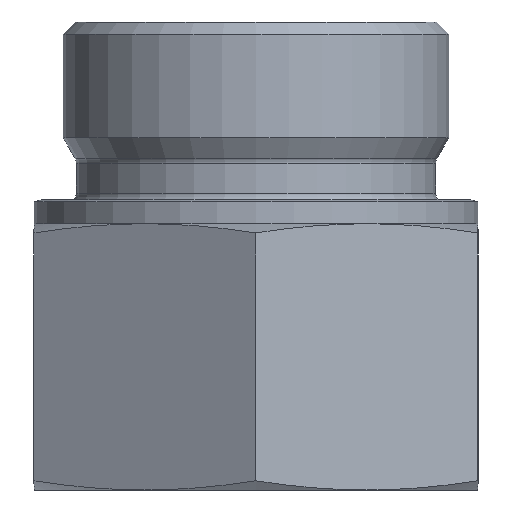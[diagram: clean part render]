
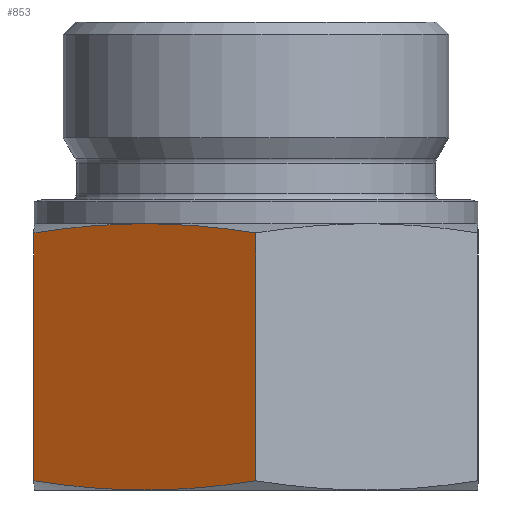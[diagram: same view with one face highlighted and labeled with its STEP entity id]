
A CAD part, front view. The second image highlights one B-rep face of the part: STEP entity #853.
In plain terms, the highlighted planar face has unit normal (-0.501, -0.866, 0).
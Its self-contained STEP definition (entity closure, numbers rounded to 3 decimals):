
#161=CARTESIAN_POINT('',(-27.516,-15.849,1.14));
#162=VERTEX_POINT('',#161);
#163=CARTESIAN_POINT('',(-13.774,-23.802,0.0));
#164=VERTEX_POINT('',#163);
#165=CARTESIAN_POINT('',(-27.516,-15.849,1.14));
#166=CARTESIAN_POINT('',(-20.152,-20.111,0.));
#167=CARTESIAN_POINT('',(-13.774,-23.802,0.0));
#175=(BOUNDED_CURVE()B_SPLINE_CURVE(2,(#165,#166,#167),.UNSPECIFIED.,.F.,.U.)B_SPLINE_CURVE_WITH_KNOTS((3,3),(0.033,1.63),.UNSPECIFIED.)CURVE()GEOMETRIC_REPRESENTATION_ITEM()RATIONAL_B_SPLINE_CURVE((1.002,1.039,1.0))REPRESENTATION_ITEM(''));
#176=EDGE_CURVE('',#162,#164,#175,.T.);
#208=CARTESIAN_POINT('',(-0.032,-31.754,1.14));
#209=VERTEX_POINT('',#208);
#225=CARTESIAN_POINT('',(-13.774,-23.802,0.0));
#226=CARTESIAN_POINT('',(-7.396,-27.493,0.));
#227=CARTESIAN_POINT('',(-0.032,-31.754,1.14));
#235=(BOUNDED_CURVE()B_SPLINE_CURVE(2,(#225,#226,#227),.UNSPECIFIED.,.F.,.U.)B_SPLINE_CURVE_WITH_KNOTS((3,3),(1.63,3.227),.UNSPECIFIED.)CURVE()GEOMETRIC_REPRESENTATION_ITEM()RATIONAL_B_SPLINE_CURVE((1.0,1.039,1.002))REPRESENTATION_ITEM(''));
#236=EDGE_CURVE('',#164,#209,#235,.T.);
#534=CARTESIAN_POINT('',(-27.516,-15.849,31.86));
#535=VERTEX_POINT('',#534);
#536=CARTESIAN_POINT('',(-27.516,-15.849,1.14));
#537=DIRECTION('',(0.0,0.0,1.0));
#538=VECTOR('',#537,30.72);
#539=LINE('',#536,#538);
#540=EDGE_CURVE('',#162,#535,#539,.T.);
#703=CARTESIAN_POINT('',(-0.032,-31.754,31.86));
#704=VERTEX_POINT('',#703);
#705=CARTESIAN_POINT('',(-13.774,-23.802,33.));
#706=VERTEX_POINT('',#705);
#707=CARTESIAN_POINT('',(-0.032,-31.754,31.86));
#708=CARTESIAN_POINT('',(-7.396,-27.493,33.));
#709=CARTESIAN_POINT('',(-13.774,-23.802,33.));
#717=(BOUNDED_CURVE()B_SPLINE_CURVE(2,(#707,#708,#709),.UNSPECIFIED.,.F.,.U.)B_SPLINE_CURVE_WITH_KNOTS((3,3),(0.033,1.63),.UNSPECIFIED.)CURVE()GEOMETRIC_REPRESENTATION_ITEM()RATIONAL_B_SPLINE_CURVE((1.002,1.039,1.0))REPRESENTATION_ITEM(''));
#718=EDGE_CURVE('',#704,#706,#717,.T.);
#749=CARTESIAN_POINT('',(-13.774,-23.802,33.));
#750=CARTESIAN_POINT('',(-20.152,-20.111,33.));
#751=CARTESIAN_POINT('',(-27.516,-15.849,31.86));
#759=(BOUNDED_CURVE()B_SPLINE_CURVE(2,(#749,#750,#751),.UNSPECIFIED.,.F.,.U.)B_SPLINE_CURVE_WITH_KNOTS((3,3),(1.63,3.227),.UNSPECIFIED.)CURVE()GEOMETRIC_REPRESENTATION_ITEM()RATIONAL_B_SPLINE_CURVE((1.0,1.039,1.002))REPRESENTATION_ITEM(''));
#760=EDGE_CURVE('',#706,#535,#759,.T.);
#835=CARTESIAN_POINT('',(-0.032,-31.754,0.0));
#836=DIRECTION('',(-0.501,-0.866,0.0));
#837=DIRECTION('',(0.0,0.0,1.0));
#838=AXIS2_PLACEMENT_3D('',#835,#836,#837);
#839=PLANE('',#838);
#840=ORIENTED_EDGE('',*,*,#236,.T.);
#841=CARTESIAN_POINT('',(-0.032,-31.754,1.14));
#842=DIRECTION('',(0.0,0.0,1.0));
#843=VECTOR('',#842,30.72);
#844=LINE('',#841,#843);
#845=EDGE_CURVE('',#209,#704,#844,.T.);
#846=ORIENTED_EDGE('',*,*,#845,.T.);
#847=ORIENTED_EDGE('',*,*,#718,.T.);
#848=ORIENTED_EDGE('',*,*,#760,.T.);
#849=ORIENTED_EDGE('',*,*,#540,.F.);
#850=ORIENTED_EDGE('',*,*,#176,.T.);
#851=EDGE_LOOP('',(#840,#846,#847,#848,#849,#850));
#852=FACE_OUTER_BOUND('',#851,.T.);
#853=ADVANCED_FACE('',(#852),#839,.T.);
